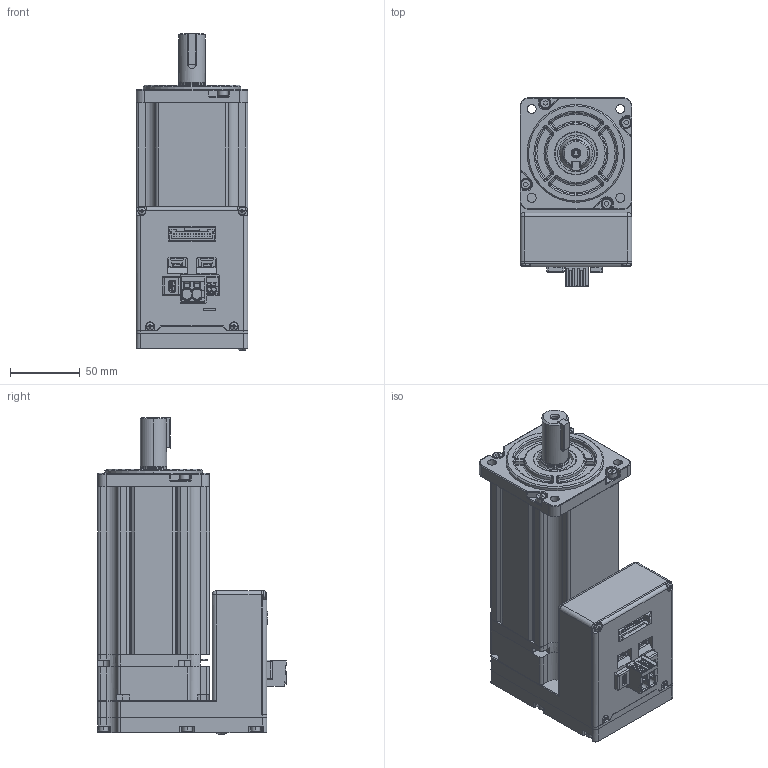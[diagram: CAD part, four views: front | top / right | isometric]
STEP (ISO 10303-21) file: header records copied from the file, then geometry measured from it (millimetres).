
FILE_DESCRIPTION (( 'STEP AP203' ), '1' );
FILE_NAME ('MDX+80-550W Fraba&棠晤 IP20 RC 湍价陬.STEP', '2023-03-08T02:40:11', ( '' ), ( '' ), 'SwSTEP 2.0', 'SolidWorks 2015', '' );
FILE_SCHEMA (( 'CONFIG_CONTROL_DESIGN' ));
Products named in the file (1): MDX+80-550W Fraba&棠晤 IP20 RC 湍价陬
Bounding box: 80.15 x 135.07 x 226.86 mm (x, y, z)
Surface area: 131159.5 mm2 (no closed solid volume)
Topology: 0 solids, 52 shells, 2716 faces, 7287 edges, 5041 vertices
Faces by surface type: cylinder 1354, plane 1121, torus 70, bspline 65, cone 64, sphere 42
Entity records: 88267 total; most frequent: CARTESIAN_POINT 18356, DIRECTION 15706, ORIENTED_EDGE 12736, EDGE_CURVE 7265, AXIS2_PLACEMENT_3D 6033, VERTEX_POINT 5041, VECTOR 3640, LINE 3640
